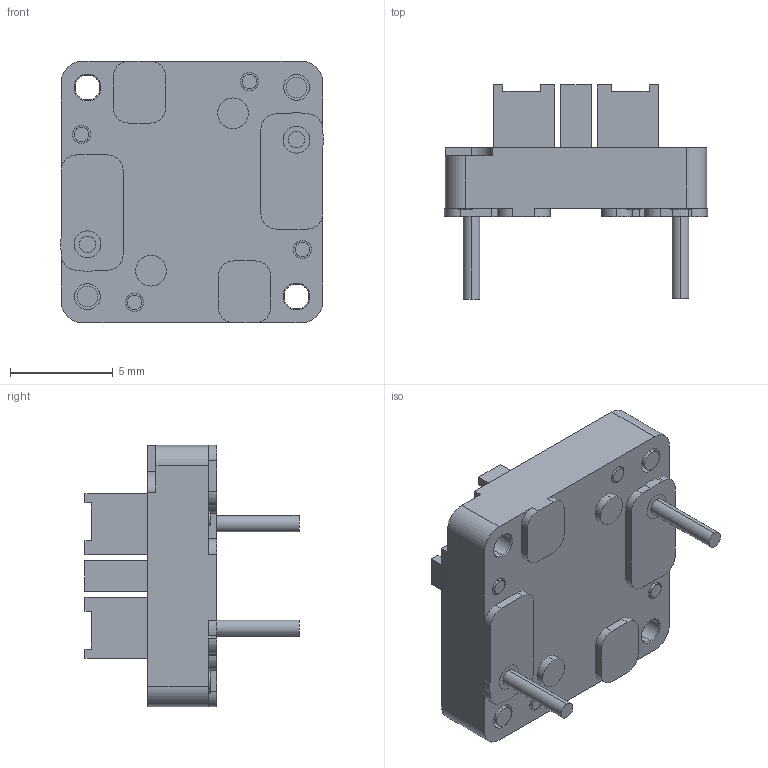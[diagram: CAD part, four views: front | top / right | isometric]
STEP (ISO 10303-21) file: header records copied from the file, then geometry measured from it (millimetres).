
FILE_DESCRIPTION (( 'STEP AP214' ), '1' );
FILE_NAME ('MDPS LFS.STEP', '2024-12-16T18:39:20', ( '' ), ( '' ), 'SwSTEP 2.0', 'SolidWorks 2021', '' );
FILE_SCHEMA (( 'AUTOMOTIVE_DESIGN' ));
Length unit declared in the file: millimetre
Products named in the file (1): MDPS LFS
Bounding box: 12.8 x 10.4 x 12.7 mm (x, y, z)
Volume: 533.2 mm3; surface area: 701.1 mm2
Topology: 9 solids, 9 shells, 195 faces, 469 edges, 310 vertices
Faces by surface type: plane 106, cylinder 81, cone 8
Entity records: 5867 total; most frequent: DIRECTION 1031, CARTESIAN_POINT 975, ORIENTED_EDGE 938, EDGE_CURVE 469, AXIS2_PLACEMENT_3D 366, VERTEX_POINT 310, VECTOR 299, LINE 299
